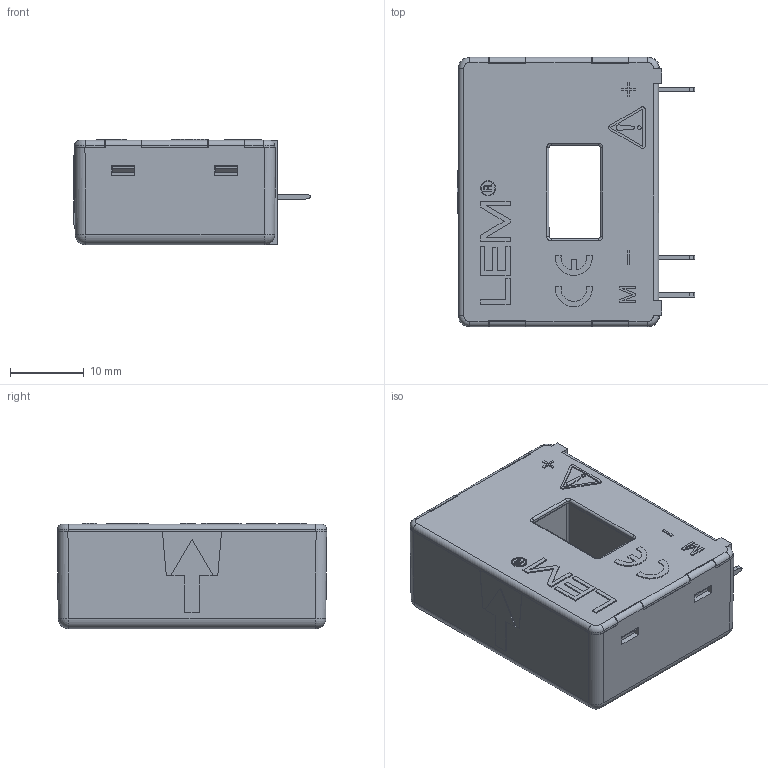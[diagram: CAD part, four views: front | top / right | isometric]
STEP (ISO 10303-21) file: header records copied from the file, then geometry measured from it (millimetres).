
FILE_DESCRIPTION(('Creo Elements/Direct Modeling STEP Export'),'2;1');
FILE_NAME('90.13.25.000.0_20191012.stp','2019-10-12T13:48:48',(''),(''),'Creo Elements/Direct Modeling STEP processor for AP214 (Solid Model)','Creo Elements/Direct Modeling 20.1 10-Mar-2018 (C) Parametric Technology GmbH','');
FILE_SCHEMA(('AUTOMOTIVE_DESIGN { 1 0 10303 214 1 1 1 1 }'));
Length unit declared in the file: millimetre
Products named in the file (2): LA55-P
Assembly tree (1 placements, depth 2):
  LA55-P
    LA55-P
Bounding box: 32.26 x 36.61 x 14.35 mm (x, y, z)
Volume: 12705.5 mm3; surface area: 5648.6 mm2
Topology: 1 solids, 3 shells, 1469 faces, 4141 edges, 2742 vertices
Faces by surface type: plane 1303, cylinder 126, torus 14, extrusion 12, bspline 10, sphere 4
Entity records: 47679 total; most frequent: CARTESIAN_POINT 9743, ORIENTED_EDGE 8274, DIRECTION 7037, EDGE_CURVE 4137, VECTOR 3841, LINE 3829, VERTEX_POINT 2742, AXIS2_PLACEMENT_3D 1598
